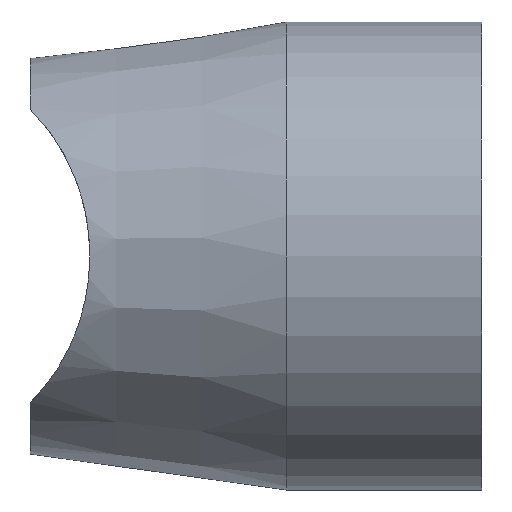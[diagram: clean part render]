
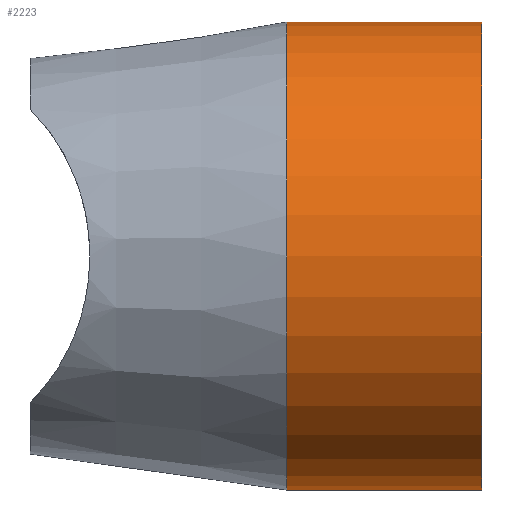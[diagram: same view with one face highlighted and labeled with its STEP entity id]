
A CAD part, front view. The second image highlights one B-rep face of the part: STEP entity #2223.
In plain terms, the highlighted cylindrical face has radius 3.6 mm (diameter 7.2 mm), a full revolution.
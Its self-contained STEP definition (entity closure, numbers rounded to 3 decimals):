
#56 = CONICAL_SURFACE('',#57,2.9,0.139);
#57 = AXIS2_PLACEMENT_3D('',#58,#59,#60);
#58 = CARTESIAN_POINT('',(35.95,0.,1.));
#59 = DIRECTION('',(1.,0.,0.));
#60 = DIRECTION('',(0.,0.,-1.));
#906 = VERTEX_POINT('',#907);
#907 = CARTESIAN_POINT('',(40.95,0.,-2.6));
#928 = EDGE_CURVE('',#906,#906,#929,.T.);
#929 = SURFACE_CURVE('',#930,(#935,#942),.PCURVE_S1.);
#930 = CIRCLE('',#931,3.6);
#931 = AXIS2_PLACEMENT_3D('',#932,#933,#934);
#932 = CARTESIAN_POINT('',(40.95,0.,1.));
#933 = DIRECTION('',(1.,-0.,0.));
#934 = DIRECTION('',(0.,0.,-1.));
#935 = PCURVE('',#56,#936);
#936 = DEFINITIONAL_REPRESENTATION('',(#937),#941);
#937 = LINE('',#938,#939);
#938 = CARTESIAN_POINT('',(0.,5.));
#939 = VECTOR('',#940,1.);
#940 = DIRECTION('',(1.,0.));
#941 = ( GEOMETRIC_REPRESENTATION_CONTEXT(2) 
PARAMETRIC_REPRESENTATION_CONTEXT() REPRESENTATION_CONTEXT('2D SPACE',''
  ) );
#942 = PCURVE('',#943,#948);
#943 = CYLINDRICAL_SURFACE('',#944,3.6);
#944 = AXIS2_PLACEMENT_3D('',#945,#946,#947);
#945 = CARTESIAN_POINT('',(40.95,0.,1.));
#946 = DIRECTION('',(1.,0.,0.));
#947 = DIRECTION('',(0.,0.,-1.));
#948 = DEFINITIONAL_REPRESENTATION('',(#949),#953);
#949 = LINE('',#950,#951);
#950 = CARTESIAN_POINT('',(0.,0.));
#951 = VECTOR('',#952,1.);
#952 = DIRECTION('',(1.,0.));
#953 = ( GEOMETRIC_REPRESENTATION_CONTEXT(2) 
PARAMETRIC_REPRESENTATION_CONTEXT() REPRESENTATION_CONTEXT('2D SPACE',''
  ) );
#2223 = ADVANCED_FACE('',(#2224),#943,.T.);
#2224 = FACE_BOUND('',#2225,.T.);
#2225 = EDGE_LOOP('',(#2226,#2249,#2276,#2277));
#2226 = ORIENTED_EDGE('',*,*,#2227,.T.);
#2227 = EDGE_CURVE('',#906,#2228,#2230,.T.);
#2228 = VERTEX_POINT('',#2229);
#2229 = CARTESIAN_POINT('',(43.95,0.,-2.6));
#2230 = SEAM_CURVE('',#2231,(#2235,#2242),.PCURVE_S1.);
#2231 = LINE('',#2232,#2233);
#2232 = CARTESIAN_POINT('',(40.95,0.,-2.6));
#2233 = VECTOR('',#2234,1.);
#2234 = DIRECTION('',(1.,0.,0.));
#2235 = PCURVE('',#943,#2236);
#2236 = DEFINITIONAL_REPRESENTATION('',(#2237),#2241);
#2237 = LINE('',#2238,#2239);
#2238 = CARTESIAN_POINT('',(6.283,-0.));
#2239 = VECTOR('',#2240,1.);
#2240 = DIRECTION('',(0.,1.));
#2241 = ( GEOMETRIC_REPRESENTATION_CONTEXT(2) 
PARAMETRIC_REPRESENTATION_CONTEXT() REPRESENTATION_CONTEXT('2D SPACE',''
  ) );
#2242 = PCURVE('',#943,#2243);
#2243 = DEFINITIONAL_REPRESENTATION('',(#2244),#2248);
#2244 = LINE('',#2245,#2246);
#2245 = CARTESIAN_POINT('',(0.,-0.));
#2246 = VECTOR('',#2247,1.);
#2247 = DIRECTION('',(0.,1.));
#2248 = ( GEOMETRIC_REPRESENTATION_CONTEXT(2) 
PARAMETRIC_REPRESENTATION_CONTEXT() REPRESENTATION_CONTEXT('2D SPACE',''
  ) );
#2249 = ORIENTED_EDGE('',*,*,#2250,.F.);
#2250 = EDGE_CURVE('',#2228,#2228,#2251,.T.);
#2251 = SURFACE_CURVE('',#2252,(#2257,#2264),.PCURVE_S1.);
#2252 = CIRCLE('',#2253,3.6);
#2253 = AXIS2_PLACEMENT_3D('',#2254,#2255,#2256);
#2254 = CARTESIAN_POINT('',(43.95,0.,1.));
#2255 = DIRECTION('',(1.,-0.,0.));
#2256 = DIRECTION('',(0.,0.,-1.));
#2257 = PCURVE('',#943,#2258);
#2258 = DEFINITIONAL_REPRESENTATION('',(#2259),#2263);
#2259 = LINE('',#2260,#2261);
#2260 = CARTESIAN_POINT('',(0.,3.));
#2261 = VECTOR('',#2262,1.);
#2262 = DIRECTION('',(1.,0.));
#2263 = ( GEOMETRIC_REPRESENTATION_CONTEXT(2) 
PARAMETRIC_REPRESENTATION_CONTEXT() REPRESENTATION_CONTEXT('2D SPACE',''
  ) );
#2264 = PCURVE('',#2265,#2270);
#2265 = PLANE('',#2266);
#2266 = AXIS2_PLACEMENT_3D('',#2267,#2268,#2269);
#2267 = CARTESIAN_POINT('',(43.95,0.,1.));
#2268 = DIRECTION('',(1.,0.,0.));
#2269 = DIRECTION('',(0.,0.,-1.));
#2270 = DEFINITIONAL_REPRESENTATION('',(#2271),#2275);
#2271 = CIRCLE('',#2272,3.6);
#2272 = AXIS2_PLACEMENT_2D('',#2273,#2274);
#2273 = CARTESIAN_POINT('',(0.,0.));
#2274 = DIRECTION('',(1.,0.));
#2275 = ( GEOMETRIC_REPRESENTATION_CONTEXT(2) 
PARAMETRIC_REPRESENTATION_CONTEXT() REPRESENTATION_CONTEXT('2D SPACE',''
  ) );
#2276 = ORIENTED_EDGE('',*,*,#2227,.F.);
#2277 = ORIENTED_EDGE('',*,*,#928,.T.);
